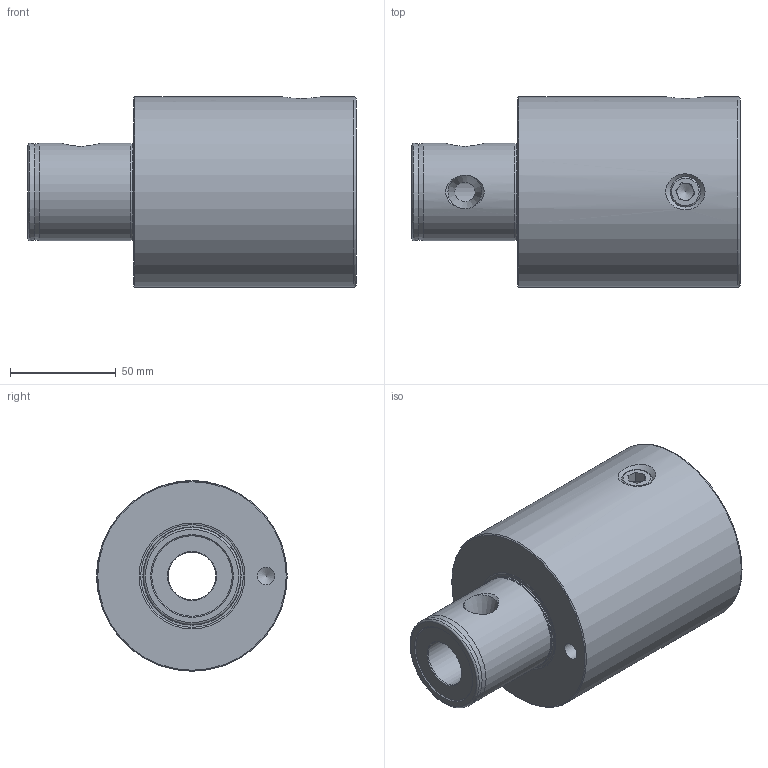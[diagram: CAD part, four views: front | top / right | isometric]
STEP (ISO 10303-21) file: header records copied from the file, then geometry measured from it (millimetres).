
FILE_DESCRIPTION(/* description */ (''),/* implementation_level */ '2;1');
FILE_NAME(/* name */ 'E-S46-105.stp',/* time_stamp */ '2022-08-12T14:23:55+09:00',/* author */ ('YSH'),/* organization */ (''),/* preprocessor_version */ 'ST-DEVELOPER v18.1',/* originating_system */ 'Autodesk Inventor 2022',/* authorisation */ '');
FILE_SCHEMA (('AUTOMOTIVE_DESIGN { 1 0 10303 214 3 1 1 }'));
Length unit declared in the file: millimetre
Products named in the file (3): E-S46-105; E-S36-60 2; M10x1.0x16.5L
Assembly tree (3 placements, depth 2):
  E-S46-105
    E-S36-60 2
    M10x1.0x16.5L  x2
Bounding box: 155 x 90 x 90 mm (x, y, z)
Volume: 618550.7 mm3; surface area: 69025.6 mm2
Topology: 3 solids, 3 shells, 79 faces, 189 edges, 123 vertices
Faces by surface type: plane 35, cone 24, cylinder 14, torus 6
Full cylindrical faces by diameter (mm): 8 x2, 8.2 x1, 8.5 x1, 14.376 x2, 16 x2, 22.5 x1, 45.6 x1, 46 x2, 47 x1, 90 x1
Entity records: 2151 total; most frequent: CARTESIAN_POINT 602, DIRECTION 309, ORIENTED_EDGE 282, EDGE_CURVE 141, AXIS2_PLACEMENT_3D 128, VERTEX_POINT 94, EDGE_LOOP 77, CIRCLE 63
